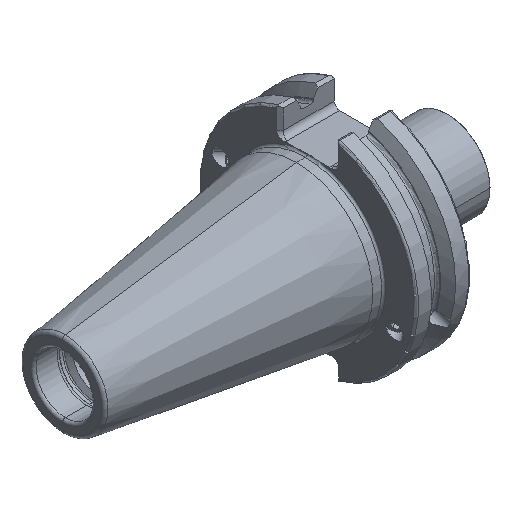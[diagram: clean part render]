
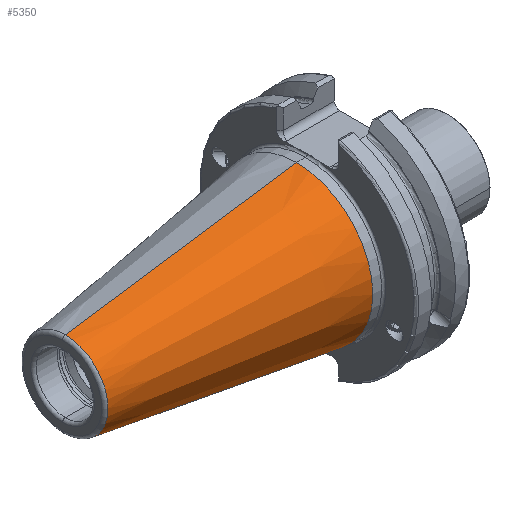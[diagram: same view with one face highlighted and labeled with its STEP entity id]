
A CAD part, isometric view. The second image highlights one B-rep face of the part: STEP entity #5350.
In plain terms, the highlighted conical face has half-angle 8.297 degrees and reference radius 22.225 mm.
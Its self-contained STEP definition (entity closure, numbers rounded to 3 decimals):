
#15 = DIRECTION ( 'NONE',  ( 0.99, 0., 0.144 ) ) ;
#120 = EDGE_CURVE ( 'NONE', #2401, #1892, #4183, .T. ) ;
#190 = CARTESIAN_POINT ( 'NONE',  ( -67.394, 0., -12.397 ) ) ;
#629 = DIRECTION ( 'NONE',  ( 0., 0., -1. ) ) ;
#1223 = ORIENTED_EDGE ( 'NONE', *, *, #3483, .F. ) ;
#1354 = DIRECTION ( 'NONE',  ( -1., 0., 0. ) ) ;
#1596 = EDGE_LOOP ( 'NONE', ( #5941, #1223, #4450, #6582 ) ) ;
#1638 = VERTEX_POINT ( 'NONE', #3162 ) ;
#1731 = EDGE_CURVE ( 'NONE', #2051, #1638, #2791, .T. ) ;
#1892 = VERTEX_POINT ( 'NONE', #5950 ) ;
#2051 = VERTEX_POINT ( 'NONE', #5284 ) ;
#2164 = CARTESIAN_POINT ( 'NONE',  ( 0., 0., -22.225 ) ) ;
#2401 = VERTEX_POINT ( 'NONE', #190 ) ;
#2484 = DIRECTION ( 'NONE',  ( 0.99, 0., -0.144 ) ) ;
#2791 = LINE ( 'NONE', #6584, #5323 ) ;
#2805 = VECTOR ( 'NONE', #2484, 1000. ) ;
#2829 = CIRCLE ( 'NONE', #3977, 22.225 ) ;
#2989 = CIRCLE ( 'NONE', #3226, 12.397 ) ;
#3098 = DIRECTION ( 'NONE',  ( -1., 0., 0. ) ) ;
#3162 = CARTESIAN_POINT ( 'NONE',  ( 0., 0., 22.225 ) ) ;
#3226 = AXIS2_PLACEMENT_3D ( 'NONE', #6139, #3098, #6632 ) ;
#3483 = EDGE_CURVE ( 'NONE', #2401, #2051, #2989, .T. ) ;
#3567 = FACE_OUTER_BOUND ( 'NONE', #1596, .T. ) ;
#3733 = DIRECTION ( 'NONE',  ( 1., 0., 0. ) ) ;
#3977 = AXIS2_PLACEMENT_3D ( 'NONE', #4487, #1354, #5002 ) ;
#4183 = LINE ( 'NONE', #2164, #2805 ) ;
#4450 = ORIENTED_EDGE ( 'NONE', *, *, #120, .T. ) ;
#4487 = CARTESIAN_POINT ( 'NONE',  ( 0., 0., 0. ) ) ;
#4561 = EDGE_CURVE ( 'NONE', #1892, #1638, #2829, .T. ) ;
#5002 = DIRECTION ( 'NONE',  ( 0., 0., 1. ) ) ;
#5284 = CARTESIAN_POINT ( 'NONE',  ( -67.394, 0., 12.397 ) ) ;
#5323 = VECTOR ( 'NONE', #15, 1000. ) ;
#5350 = ADVANCED_FACE ( 'NONE', ( #3567 ), #5933, .T. ) ;
#5406 = AXIS2_PLACEMENT_3D ( 'NONE', #6255, #3733, #629 ) ;
#5933 = CONICAL_SURFACE ( 'NONE', #5406, 22.225, 0.145 ) ;
#5941 = ORIENTED_EDGE ( 'NONE', *, *, #1731, .F. ) ;
#5950 = CARTESIAN_POINT ( 'NONE',  ( 0., 0., -22.225 ) ) ;
#6139 = CARTESIAN_POINT ( 'NONE',  ( -67.394, 0., 0. ) ) ;
#6255 = CARTESIAN_POINT ( 'NONE',  ( 0., 0., 0. ) ) ;
#6582 = ORIENTED_EDGE ( 'NONE', *, *, #4561, .T. ) ;
#6584 = CARTESIAN_POINT ( 'NONE',  ( 0., 0., 22.225 ) ) ;
#6632 = DIRECTION ( 'NONE',  ( 0., 0., 1. ) ) ;
